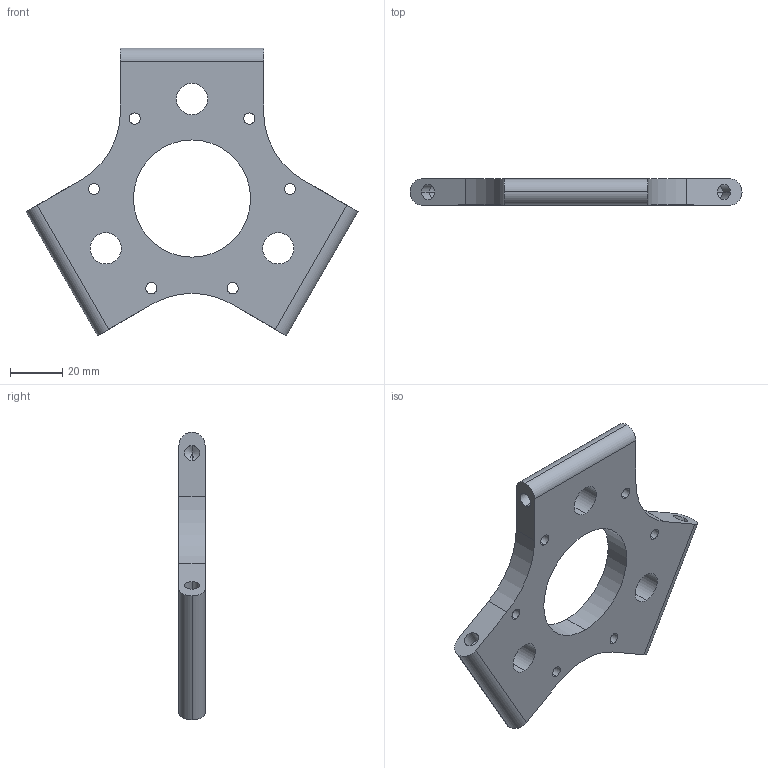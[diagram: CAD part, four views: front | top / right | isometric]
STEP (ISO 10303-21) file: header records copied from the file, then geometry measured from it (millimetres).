
FILE_DESCRIPTION (( 'STEP AP203' ), '1' );
FILE_NAME ('Platform 1.0_Default_sldprt.STEP', '2024-02-26T22:17:50', ( '' ), ( '' ), 'SwSTEP 2.0', 'SolidWorks 2023', '' );
FILE_SCHEMA (( 'CONFIG_CONTROL_DESIGN' ));
Length unit declared in the file: millimetre
Products named in the file (1): Platform 1.0_Default_sldprt
Bounding box: 127.5 x 10 x 110.42 mm (x, y, z)
Volume: 60651.9 mm3; surface area: 20011.4 mm2
Topology: 1 solids, 1 shells, 73 faces, 189 edges, 112 vertices
Faces by surface type: cylinder 41, cone 24, plane 8
Entity records: 2278 total; most frequent: DIRECTION 419, CARTESIAN_POINT 363, ORIENTED_EDGE 354, EDGE_CURVE 177, AXIS2_PLACEMENT_3D 168, VERTEX_POINT 112, EDGE_LOOP 99, CIRCLE 94
